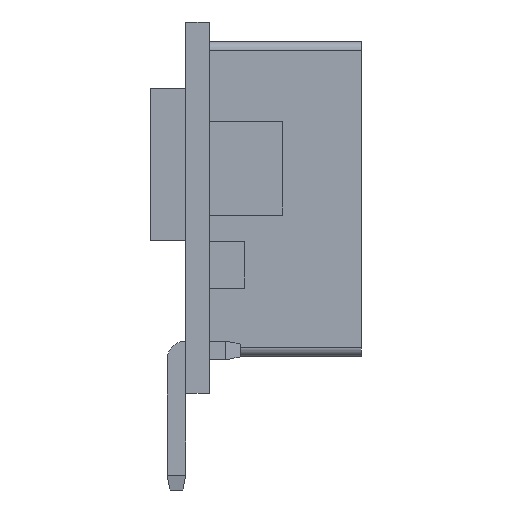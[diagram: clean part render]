
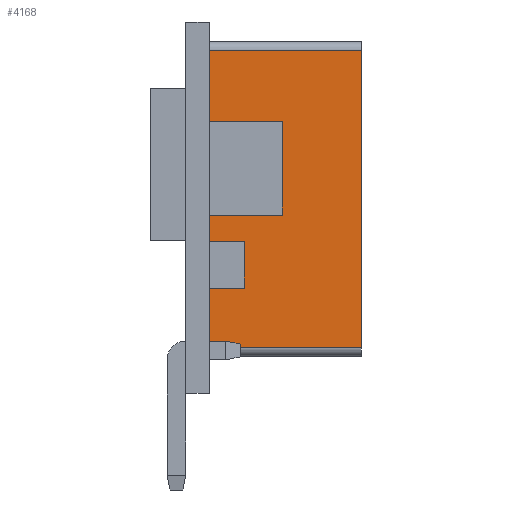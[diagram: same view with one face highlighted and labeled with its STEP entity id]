
A CAD part, left-side view. The second image highlights one B-rep face of the part: STEP entity #4168.
In plain terms, the highlighted planar face has unit normal (-1, 0, 0).
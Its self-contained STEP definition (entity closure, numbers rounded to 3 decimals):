
#811 = VERTEX_POINT('',#812);
#812 = CARTESIAN_POINT('',(-10.65,1.6,1.58));
#819 = EDGE_CURVE('',#820,#811,#822,.T.);
#820 = VERTEX_POINT('',#821);
#821 = CARTESIAN_POINT('',(-10.65,1.6,11.73));
#822 = LINE('',#823,#824);
#823 = CARTESIAN_POINT('',(-10.65,1.6,11.73));
#824 = VECTOR('',#825,1.);
#825 = DIRECTION('',(0.,0.,-1.));
#4148 = EDGE_CURVE('',#4149,#820,#4151,.T.);
#4149 = VERTEX_POINT('',#4150);
#4150 = CARTESIAN_POINT('',(-10.65,-3.6,11.73));
#4151 = LINE('',#4152,#4153);
#4152 = CARTESIAN_POINT('',(-10.65,-3.6,11.73));
#4153 = VECTOR('',#4154,1.);
#4154 = DIRECTION('',(0.,1.,0.));
#4168 = ADVANCED_FACE('',(#4169),#4187,.F.);
#4169 = FACE_BOUND('',#4170,.T.);
#4170 = EDGE_LOOP('',(#4171,#4172,#4180,#4186));
#4171 = ORIENTED_EDGE('',*,*,#819,.T.);
#4172 = ORIENTED_EDGE('',*,*,#4173,.F.);
#4173 = EDGE_CURVE('',#4174,#811,#4176,.T.);
#4174 = VERTEX_POINT('',#4175);
#4175 = CARTESIAN_POINT('',(-10.65,-3.6,1.58));
#4176 = LINE('',#4177,#4178);
#4177 = CARTESIAN_POINT('',(-10.65,-3.6,1.58));
#4178 = VECTOR('',#4179,1.);
#4179 = DIRECTION('',(0.,1.,0.));
#4180 = ORIENTED_EDGE('',*,*,#4181,.F.);
#4181 = EDGE_CURVE('',#4149,#4174,#4182,.T.);
#4182 = LINE('',#4183,#4184);
#4183 = CARTESIAN_POINT('',(-10.65,-3.6,11.73));
#4184 = VECTOR('',#4185,1.);
#4185 = DIRECTION('',(0.,0.,-1.));
#4186 = ORIENTED_EDGE('',*,*,#4148,.T.);
#4187 = PLANE('',#4188);
#4188 = AXIS2_PLACEMENT_3D('',#4189,#4190,#4191);
#4189 = CARTESIAN_POINT('',(-10.65,-3.6,11.73));
#4190 = DIRECTION('',(1.,0.,0.));
#4191 = DIRECTION('',(0.,0.,-1.));
